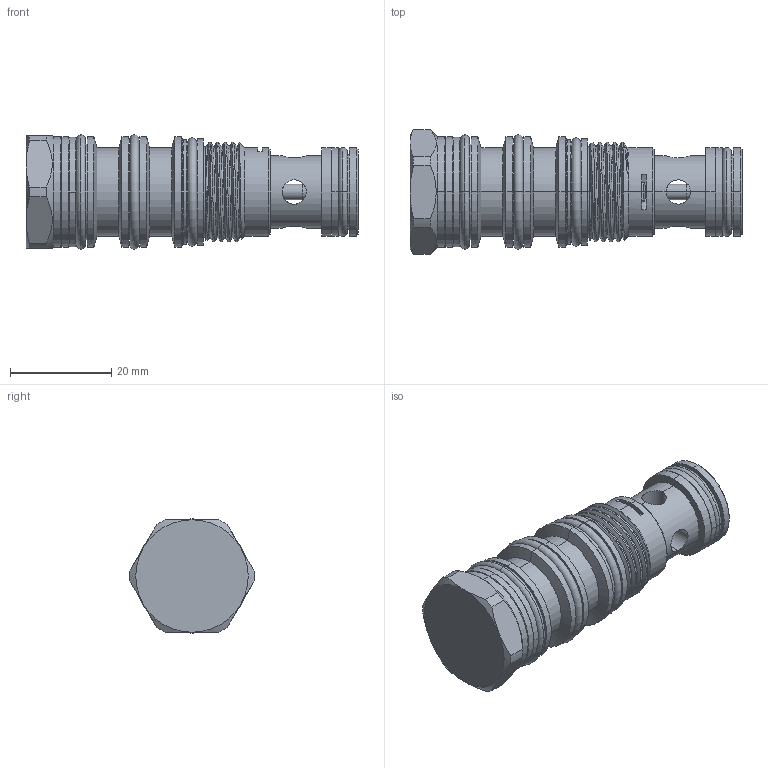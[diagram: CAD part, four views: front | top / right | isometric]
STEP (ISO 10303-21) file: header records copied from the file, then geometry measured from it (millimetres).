
FILE_DESCRIPTION (( 'STEP AP203' ), '1' );
FILE_NAME ('CK21AS40-N.STEP', '2020-04-20T05:11:40', ( '' ), ( '' ), 'SwSTEP 2.0', 'SolidWorks 2018', '' );
FILE_SCHEMA (( 'CONFIG_CONTROL_DESIGN' ));
Length unit declared in the file: millimetre
Products named in the file (1): CK21AS40-N
Bounding box: 65.57 x 24.59 x 22.56 mm (x, y, z)
Volume: 17196.1 mm3; surface area: 10003.2 mm2
Topology: 6 solids, 6 shells, 238 faces, 544 edges, 322 vertices
Faces by surface type: cylinder 113, cone 62, plane 34, torus 24, bspline 3, sphere 2
Entity records: 8724 total; most frequent: CARTESIAN_POINT 3323, DIRECTION 1173, ORIENTED_EDGE 1084, EDGE_CURVE 542, AXIS2_PLACEMENT_3D 500, VERTEX_POINT 322, CIRCLE 264, EDGE_LOOP 264
